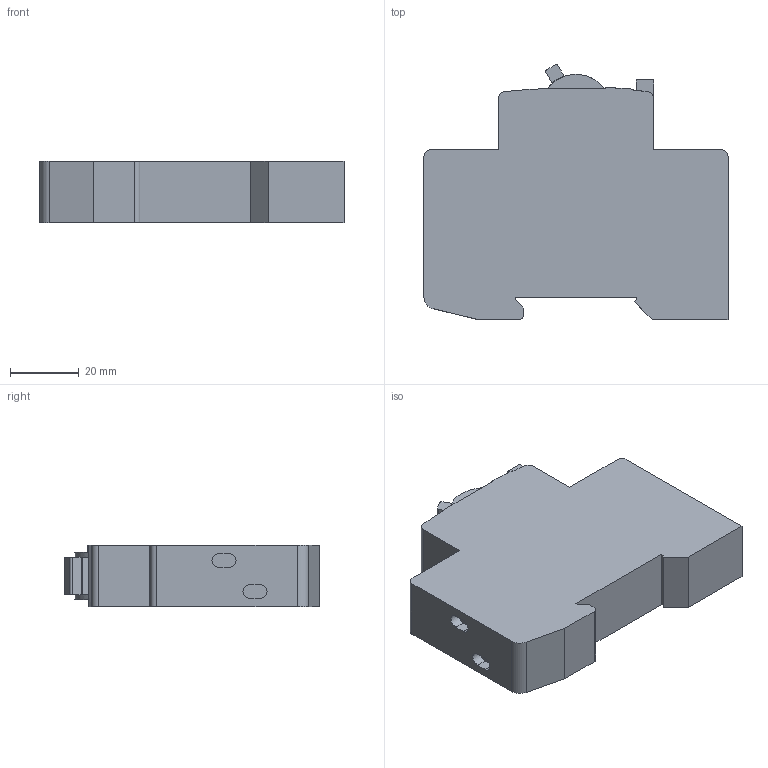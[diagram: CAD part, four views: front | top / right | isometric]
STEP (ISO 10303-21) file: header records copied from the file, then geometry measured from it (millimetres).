
FILE_DESCRIPTION((''),'2;1');
FILE_NAME('KZS_1M','2017-05-24T',('tadej.drnovsek'),('Audax d.o.o.'),'CREO PARAMETRIC BY PTC INC, 2017020','CREO PARAMETRIC BY PTC INC, 2017020','');
FILE_SCHEMA(('AUTOMOTIVE_DESIGN { 1 0 10303 214 1 1 1 1 }'));
Length unit declared in the file: millimetre
Products named in the file (1): KZS_1M
Bounding box: 88.2 x 73.97 x 17.9 mm (x, y, z)
Volume: 86229.1 mm3; surface area: 17068.4 mm2
Topology: 1 solids, 1 shells, 275 faces, 763 edges, 506 vertices
Faces by surface type: plane 202, cylinder 36, extrusion 29, sphere 8
Entity records: 12137 total; most frequent: CARTESIAN_POINT 2074, ORIENTED_EDGE 1526, DIRECTION 1383, PRESENTATION_STYLE_ASSIGNMENT 805, STYLED_ITEM 764, CURVE_STYLE 763, EDGE_CURVE 763, VECTOR 569
